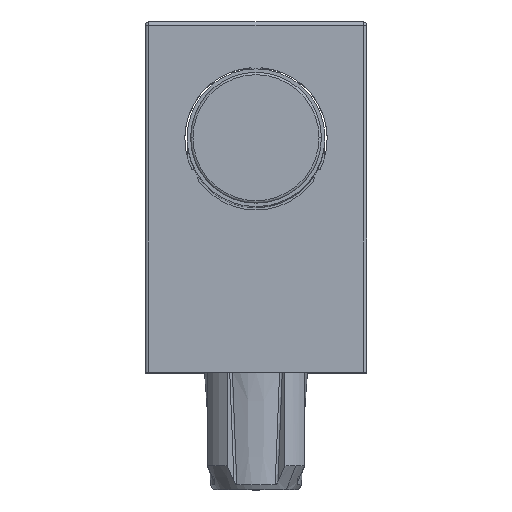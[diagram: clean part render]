
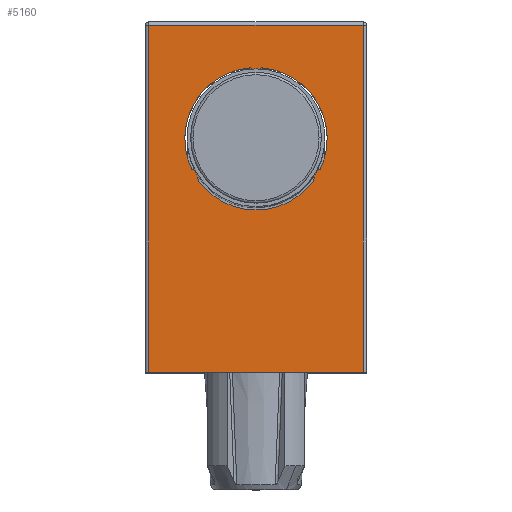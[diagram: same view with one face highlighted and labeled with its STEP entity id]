
A CAD part, top view. The second image highlights one B-rep face of the part: STEP entity #5160.
In plain terms, the highlighted planar face has unit normal (0, 0, 1).
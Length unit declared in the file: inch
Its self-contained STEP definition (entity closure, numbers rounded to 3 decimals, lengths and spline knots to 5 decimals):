
#75=DIRECTION('',(1.,0.,0.));
#76=VECTOR('',#75,0.184);
#77=CARTESIAN_POINT('',(0.003,0.1141,0.));
#78=LINE('',#77,#76);
#390=DIRECTION('',(0.,-1.,0.));
#391=VECTOR('',#390,0.297);
#392=CARTESIAN_POINT('',(0.187,0.4111,0.));
#393=LINE('',#392,#391);
#394=DIRECTION('',(0.,1.,0.));
#395=VECTOR('',#394,0.297);
#396=CARTESIAN_POINT('',(0.003,0.1141,0.));
#397=LINE('',#396,#395);
#398=DIRECTION('',(-1.,0.,0.));
#399=VECTOR('',#398,0.184);
#400=CARTESIAN_POINT('',(0.187,0.4111,0.));
#401=LINE('',#400,#399);
#402=CARTESIAN_POINT('',(0.095,0.3141,0.));
#403=DIRECTION('',(0.,0.,-1.));
#404=DIRECTION('',(0.,1.,0.));
#405=AXIS2_PLACEMENT_3D('',#402,#403,#404);
#407=CARTESIAN_POINT('',(0.095,0.3141,0.));
#408=DIRECTION('',(0.,0.,-1.));
#409=DIRECTION('',(-0.049,0.999,0.));
#410=AXIS2_PLACEMENT_3D('',#407,#408,#409);
#412=CARTESIAN_POINT('',(0.095,0.3771,0.));
#413=DIRECTION('',(0.,0.,1.));
#414=DIRECTION('',(-0.901,-0.433,0.));
#415=AXIS2_PLACEMENT_3D('',#412,#413,#414);
#417=CARTESIAN_POINT('',(0.04044,0.2826,0.));
#418=DIRECTION('',(0.,0.,1.));
#419=DIRECTION('',(0.415,0.91,0.));
#420=AXIS2_PLACEMENT_3D('',#417,#418,#419);
#422=CARTESIAN_POINT('',(0.095,0.3141,0.));
#423=DIRECTION('',(0.,0.,-1.));
#424=DIRECTION('',(-0.84,-0.542,0.));
#425=AXIS2_PLACEMENT_3D('',#422,#423,#424);
#427=CARTESIAN_POINT('',(0.04044,0.2826,0.));
#428=DIRECTION('',(0.,0.,1.));
#429=DIRECTION('',(0.826,-0.564,0.));
#430=AXIS2_PLACEMENT_3D('',#427,#428,#429);
#432=CARTESIAN_POINT('',(0.14956,0.2826,0.));
#433=DIRECTION('',(0.,0.,1.));
#434=DIRECTION('',(-0.995,-0.096,0.));
#435=AXIS2_PLACEMENT_3D('',#432,#433,#434);
#437=CARTESIAN_POINT('',(0.095,0.3141,0.));
#438=DIRECTION('',(0.,0.,-1.));
#439=DIRECTION('',(0.89,-0.457,0.));
#440=AXIS2_PLACEMENT_3D('',#437,#438,#439);
#442=CARTESIAN_POINT('',(0.14956,0.2826,0.));
#443=DIRECTION('',(0.,0.,1.));
#444=DIRECTION('',(0.075,0.997,0.));
#445=AXIS2_PLACEMENT_3D('',#442,#443,#444);
#447=CARTESIAN_POINT('',(0.095,0.3771,0.));
#448=DIRECTION('',(0.,0.,1.));
#449=DIRECTION('',(0.58,-0.814,0.));
#450=AXIS2_PLACEMENT_3D('',#447,#448,#449);
#515=CARTESIAN_POINT('',(0.095,0.3141,0.));
#516=DIRECTION('',(0.,0.,-1.));
#517=DIRECTION('',(0.074,0.997,0.));
#518=AXIS2_PLACEMENT_3D('',#515,#516,#517);
#2358=CARTESIAN_POINT('',(0.095,0.3141,0.));
#2359=DIRECTION('',(0.,0.,-1.));
#2360=DIRECTION('',(-0.901,-0.435,0.));
#2361=AXIS2_PLACEMENT_3D('',#2358,#2359,#2360);
#3015=CARTESIAN_POINT('',(0.095,0.3141,0.));
#3016=DIRECTION('',(0.,0.,-1.));
#3017=DIRECTION('',(0.827,-0.563,0.));
#3018=AXIS2_PLACEMENT_3D('',#3015,#3016,#3017);
#3779=CARTESIAN_POINT('',(0.09951,0.37493,0.));
#3781=VERTEX_POINT('',#3779);
#3783=CARTESIAN_POINT('',(0.09049,0.37493,0.));
#3785=VERTEX_POINT('',#3783);
#3786=CARTESIAN_POINT('',(0.04006,0.28759,0.));
#3787=VERTEX_POINT('',#3786);
#3788=CARTESIAN_POINT('',(0.14994,0.28759,0.));
#3789=VERTEX_POINT('',#3788);
#3790=CARTESIAN_POINT('',(0.14543,0.27978,0.));
#3791=CARTESIAN_POINT('',(0.04457,0.27978,0.));
#3792=VERTEX_POINT('',#3790);
#3793=VERTEX_POINT('',#3791);
#3822=CARTESIAN_POINT('',(0.187,0.4111,0.));
#3823=CARTESIAN_POINT('',(0.187,0.1141,0.));
#3824=VERTEX_POINT('',#3822);
#3825=VERTEX_POINT('',#3823);
#3828=CARTESIAN_POINT('',(0.003,0.4111,0.));
#3829=VERTEX_POINT('',#3828);
#3832=CARTESIAN_POINT('',(0.003,0.1141,0.));
#3833=VERTEX_POINT('',#3832);
#4731=CARTESIAN_POINT('',(0.095,0.3731,0.));
#4732=CARTESIAN_POINT('',(0.0979,0.37303,0.));
#4733=VERTEX_POINT('',#4731);
#4734=VERTEX_POINT('',#4732);
#4735=CARTESIAN_POINT('',(0.14748,0.28715,0.));
#4736=CARTESIAN_POINT('',(0.14458,0.28212,0.));
#4737=VERTEX_POINT('',#4735);
#4738=VERTEX_POINT('',#4736);
#4739=CARTESIAN_POINT('',(0.04542,0.28212,0.));
#4740=CARTESIAN_POINT('',(0.04252,0.28715,0.));
#4741=VERTEX_POINT('',#4739);
#4742=VERTEX_POINT('',#4740);
#4743=CARTESIAN_POINT('',(0.0921,0.37303,0.));
#4744=VERTEX_POINT('',#4743);
#5120=CARTESIAN_POINT('',(0.,0.4141,0.));
#5121=DIRECTION('',(0.,0.,1.));
#5122=DIRECTION('',(0.,-1.,0.));
#5123=AXIS2_PLACEMENT_3D('',#5120,#5121,#5122);
#5124=PLANE('',#5123);
#5125=ORIENTED_EDGE('',*,*,#5111,.T.);
#5126=ORIENTED_EDGE('',*,*,#4850,.F.);
#5127=ORIENTED_EDGE('',*,*,#4980,.T.);
#5129=ORIENTED_EDGE('',*,*,#5128,.F.);
#5130=EDGE_LOOP('',(#5125,#5126,#5127,#5129));
#5131=FACE_OUTER_BOUND('',#5130,.F.);
#5133=ORIENTED_EDGE('',*,*,#5132,.F.);
#5135=ORIENTED_EDGE('',*,*,#5134,.F.);
#5137=ORIENTED_EDGE('',*,*,#5136,.F.);
#5139=ORIENTED_EDGE('',*,*,#5138,.F.);
#5141=ORIENTED_EDGE('',*,*,#5140,.F.);
#5143=ORIENTED_EDGE('',*,*,#5142,.F.);
#5145=ORIENTED_EDGE('',*,*,#5144,.F.);
#5147=ORIENTED_EDGE('',*,*,#5146,.F.);
#5149=ORIENTED_EDGE('',*,*,#5148,.F.);
#5151=ORIENTED_EDGE('',*,*,#5150,.F.);
#5153=ORIENTED_EDGE('',*,*,#5152,.F.);
#5155=ORIENTED_EDGE('',*,*,#5154,.F.);
#5157=ORIENTED_EDGE('',*,*,#5156,.F.);
#5158=EDGE_LOOP('',(#5133,#5135,#5137,#5139,#5141,#5143,#5145,#5147,#5149,#5151,
#5153,#5155,#5157));
#5159=FACE_BOUND('',#5158,.F.);
#5160=ADVANCED_FACE('',(#5131,#5159),#5124,.T.);
#406=CIRCLE('',#405,0.059);
#411=CIRCLE('',#410,0.059);
#416=CIRCLE('',#415,0.005);
#421=CIRCLE('',#420,0.005);
#426=CIRCLE('',#425,0.059);
#431=CIRCLE('',#430,0.005);
#436=CIRCLE('',#435,0.005);
#441=CIRCLE('',#440,0.059);
#446=CIRCLE('',#445,0.005);
#451=CIRCLE('',#450,0.005);
#519=CIRCLE('',#518,0.061);
#2362=CIRCLE('',#2361,0.061);
#3019=CIRCLE('',#3018,0.061);
#4850=EDGE_CURVE('',#3833,#3825,#78,.T.);
#4980=EDGE_CURVE('',#3833,#3829,#397,.T.);
#5111=EDGE_CURVE('',#3824,#3825,#393,.T.);
#5128=EDGE_CURVE('',#3824,#3829,#401,.T.);
#5132=EDGE_CURVE('',#4733,#4734,#406,.T.);
#5134=EDGE_CURVE('',#4744,#4733,#411,.T.);
#5136=EDGE_CURVE('',#3785,#4744,#416,.T.);
#5138=EDGE_CURVE('',#3787,#3785,#2362,.T.);
#5140=EDGE_CURVE('',#4742,#3787,#421,.T.);
#5142=EDGE_CURVE('',#4741,#4742,#426,.T.);
#5144=EDGE_CURVE('',#3793,#4741,#431,.T.);
#5146=EDGE_CURVE('',#3792,#3793,#3019,.T.);
#5148=EDGE_CURVE('',#4738,#3792,#436,.T.);
#5150=EDGE_CURVE('',#4737,#4738,#441,.T.);
#5152=EDGE_CURVE('',#3789,#4737,#446,.T.);
#5154=EDGE_CURVE('',#3781,#3789,#519,.T.);
#5156=EDGE_CURVE('',#4734,#3781,#451,.T.);
